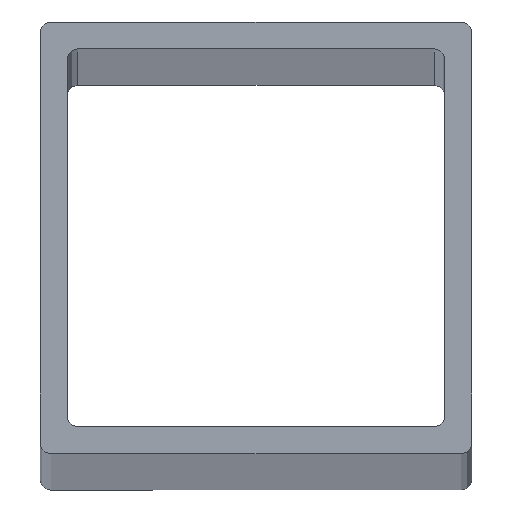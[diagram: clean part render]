
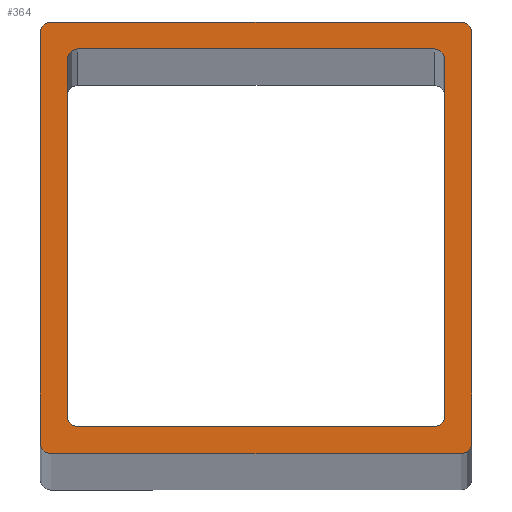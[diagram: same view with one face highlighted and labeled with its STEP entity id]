
A CAD part, top view. The second image highlights one B-rep face of the part: STEP entity #364.
In plain terms, the highlighted planar face has unit normal (0, 0, 1).
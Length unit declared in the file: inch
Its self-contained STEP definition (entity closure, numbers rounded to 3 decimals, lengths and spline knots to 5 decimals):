
#2 = CARTESIAN_POINT ( 'NONE',  ( -0.4375, 0.4125, 48. ) ) ;
#4 = DIRECTION ( 'NONE',  ( -1., 0., 0. ) ) ;
#5 = ORIENTED_EDGE ( 'NONE', *, *, #357, .F. ) ;
#6 = VERTEX_POINT ( 'NONE', #299 ) ;
#10 = ORIENTED_EDGE ( 'NONE', *, *, #399, .T. ) ;
#17 = ORIENTED_EDGE ( 'NONE', *, *, #447, .T. ) ;
#18 = CARTESIAN_POINT ( 'NONE',  ( -0.4125, -0.4375, 48. ) ) ;
#22 = AXIS2_PLACEMENT_3D ( 'NONE', #328, #468, #183 ) ;
#26 = EDGE_CURVE ( 'NONE', #212, #53, #494, .T. ) ;
#28 = LINE ( 'NONE', #588, #207 ) ;
#30 = EDGE_CURVE ( 'NONE', #138, #509, #339, .T. ) ;
#52 = CARTESIAN_POINT ( 'NONE',  ( 0.4125, 0.4125, 48. ) ) ;
#53 = VERTEX_POINT ( 'NONE', #99 ) ;
#54 = AXIS2_PLACEMENT_3D ( 'NONE', #52, #56, #482 ) ;
#56 = DIRECTION ( 'NONE',  ( 0., 0., 1. ) ) ;
#58 = VERTEX_POINT ( 'NONE', #547 ) ;
#60 = CARTESIAN_POINT ( 'NONE',  ( 0.4375, 0.4125, 48. ) ) ;
#68 = DIRECTION ( 'NONE',  ( -1., 0., 0. ) ) ;
#79 = CARTESIAN_POINT ( 'NONE',  ( 0.475, 0.5, 48. ) ) ;
#81 = DIRECTION ( 'NONE',  ( 0., 0., 1. ) ) ;
#92 = DIRECTION ( 'NONE',  ( 0., 0., 1. ) ) ;
#99 = CARTESIAN_POINT ( 'NONE',  ( -0.4375, -0.4125, 48. ) ) ;
#100 = CIRCLE ( 'NONE', #173, 0.025 ) ;
#103 = EDGE_CURVE ( 'NONE', #160, #234, #246, .T. ) ;
#106 = CARTESIAN_POINT ( 'NONE',  ( 0.4125, 0.4375, 48. ) ) ;
#109 = CIRCLE ( 'NONE', #333, 0.025 ) ;
#112 = CARTESIAN_POINT ( 'NONE',  ( -0.5, 0.475, 48. ) ) ;
#118 = CIRCLE ( 'NONE', #137, 0.025 ) ;
#123 = VERTEX_POINT ( 'NONE', #112 ) ;
#128 = DIRECTION ( 'NONE',  ( -1., 0., 0. ) ) ;
#129 = DIRECTION ( 'NONE',  ( 1., 0., 0. ) ) ;
#132 = DIRECTION ( 'NONE',  ( 0., 0., 1. ) ) ;
#137 = AXIS2_PLACEMENT_3D ( 'NONE', #529, #276, #129 ) ;
#138 = VERTEX_POINT ( 'NONE', #562 ) ;
#142 = DIRECTION ( 'NONE',  ( 1., 0., 0. ) ) ;
#145 = VECTOR ( 'NONE', #491, 39.37008 ) ;
#153 = DIRECTION ( 'NONE',  ( 0., -1., 0. ) ) ;
#160 = VERTEX_POINT ( 'NONE', #267 ) ;
#168 = CIRCLE ( 'NONE', #54, 0.025 ) ;
#169 = ORIENTED_EDGE ( 'NONE', *, *, #271, .F. ) ;
#173 = AXIS2_PLACEMENT_3D ( 'NONE', #427, #132, #473 ) ;
#177 = CARTESIAN_POINT ( 'NONE',  ( 0.4125, -0.4125, 48. ) ) ;
#182 = VECTOR ( 'NONE', #4, 39.37008 ) ;
#183 = DIRECTION ( 'NONE',  ( -1., 0., 0. ) ) ;
#185 = VERTEX_POINT ( 'NONE', #214 ) ;
#191 = ORIENTED_EDGE ( 'NONE', *, *, #434, .F. ) ;
#193 = EDGE_CURVE ( 'NONE', #329, #123, #118, .T. ) ;
#207 = VECTOR ( 'NONE', #395, 39.37008 ) ;
#209 = DIRECTION ( 'NONE',  ( 1., 0., 0. ) ) ;
#212 = VERTEX_POINT ( 'NONE', #2 ) ;
#214 = CARTESIAN_POINT ( 'NONE',  ( 0.5, 0.475, 48. ) ) ;
#221 = VECTOR ( 'NONE', #209, 39.37008 ) ;
#222 = LINE ( 'NONE', #79, #182 ) ;
#227 = EDGE_CURVE ( 'NONE', #609, #160, #239, .T. ) ;
#229 = CIRCLE ( 'NONE', #452, 0.025 ) ;
#234 = VERTEX_POINT ( 'NONE', #580 ) ;
#235 = DIRECTION ( 'NONE',  ( 1., 0., 0. ) ) ;
#236 = VERTEX_POINT ( 'NONE', #526 ) ;
#239 = CIRCLE ( 'NONE', #22, 0.025 ) ;
#240 = FACE_OUTER_BOUND ( 'NONE', #366, .T. ) ;
#241 = DIRECTION ( 'NONE',  ( 1., 0., 0. ) ) ;
#242 = ORIENTED_EDGE ( 'NONE', *, *, #486, .F. ) ;
#246 = LINE ( 'NONE', #260, #221 ) ;
#250 = CARTESIAN_POINT ( 'NONE',  ( -0.5, -0.475, 48. ) ) ;
#251 = CARTESIAN_POINT ( 'NONE',  ( 0.4375, -0.4125, 48. ) ) ;
#259 = EDGE_LOOP ( 'NONE', ( #626, #390, #5, #358, #169, #191, #242, #423 ) ) ;
#260 = CARTESIAN_POINT ( 'NONE',  ( 0.475, -0.5, 48. ) ) ;
#267 = CARTESIAN_POINT ( 'NONE',  ( -0.475, -0.5, 48. ) ) ;
#269 = AXIS2_PLACEMENT_3D ( 'NONE', #534, #92, #235 ) ;
#271 = EDGE_CURVE ( 'NONE', #561, #138, #229, .T. ) ;
#274 = CARTESIAN_POINT ( 'NONE',  ( -0.475, 0.5, 48. ) ) ;
#276 = DIRECTION ( 'NONE',  ( 0., 0., 1. ) ) ;
#277 = VECTOR ( 'NONE', #153, 39.37008 ) ;
#280 = ORIENTED_EDGE ( 'NONE', *, *, #103, .T. ) ;
#284 = EDGE_CURVE ( 'NONE', #236, #212, #100, .T. ) ;
#296 = CARTESIAN_POINT ( 'NONE',  ( 0.5, -0.475, 48. ) ) ;
#299 = CARTESIAN_POINT ( 'NONE',  ( 0.475, 0.5, 48. ) ) ;
#303 = DIRECTION ( 'NONE',  ( 0., 0., 1. ) ) ;
#319 = EDGE_CURVE ( 'NONE', #6, #329, #222, .T. ) ;
#328 = CARTESIAN_POINT ( 'NONE',  ( -0.475, -0.475, 48. ) ) ;
#329 = VERTEX_POINT ( 'NONE', #274 ) ;
#333 = AXIS2_PLACEMENT_3D ( 'NONE', #477, #584, #241 ) ;
#335 = ORIENTED_EDGE ( 'NONE', *, *, #193, .T. ) ;
#339 = LINE ( 'NONE', #251, #512 ) ;
#340 = LINE ( 'NONE', #558, #426 ) ;
#357 = EDGE_CURVE ( 'NONE', #509, #525, #168, .T. ) ;
#358 = ORIENTED_EDGE ( 'NONE', *, *, #30, .F. ) ;
#364 = ADVANCED_FACE ( 'NONE', ( #438, #240 ), #542, .T. ) ;
#366 = EDGE_LOOP ( 'NONE', ( #522, #17, #10, #598, #335, #369, #590, #280 ) ) ;
#369 = ORIENTED_EDGE ( 'NONE', *, *, #574, .T. ) ;
#386 = DIRECTION ( 'NONE',  ( 0., 0., 1. ) ) ;
#388 = CIRCLE ( 'NONE', #269, 0.025 ) ;
#390 = ORIENTED_EDGE ( 'NONE', *, *, #615, .F. ) ;
#393 = EDGE_CURVE ( 'NONE', #234, #58, #388, .T. ) ;
#395 = DIRECTION ( 'NONE',  ( 1., 0., 0. ) ) ;
#399 = EDGE_CURVE ( 'NONE', #185, #6, #109, .T. ) ;
#405 = CARTESIAN_POINT ( 'NONE',  ( -0.5, -0.475, 48. ) ) ;
#411 = VECTOR ( 'NONE', #493, 39.37008 ) ;
#423 = ORIENTED_EDGE ( 'NONE', *, *, #26, .F. ) ;
#426 = VECTOR ( 'NONE', #68, 39.37008 ) ;
#427 = CARTESIAN_POINT ( 'NONE',  ( -0.4125, 0.4125, 48. ) ) ;
#431 = AXIS2_PLACEMENT_3D ( 'NONE', #596, #303, #552 ) ;
#434 = EDGE_CURVE ( 'NONE', #543, #561, #28, .T. ) ;
#438 = FACE_BOUND ( 'NONE', #259, .T. ) ;
#447 = EDGE_CURVE ( 'NONE', #58, #185, #469, .T. ) ;
#448 = DIRECTION ( 'NONE',  ( 0., 1., 0. ) ) ;
#452 = AXIS2_PLACEMENT_3D ( 'NONE', #177, #81, #128 ) ;
#468 = DIRECTION ( 'NONE',  ( 0., 0., 1. ) ) ;
#469 = LINE ( 'NONE', #296, #145 ) ;
#473 = DIRECTION ( 'NONE',  ( -1., 0., 0. ) ) ;
#477 = CARTESIAN_POINT ( 'NONE',  ( 0.475, 0.475, 48. ) ) ;
#482 = DIRECTION ( 'NONE',  ( -1., 0., 0. ) ) ;
#484 = CARTESIAN_POINT ( 'NONE',  ( 0.475, -0.475, 48. ) ) ;
#486 = EDGE_CURVE ( 'NONE', #53, #543, #528, .T. ) ;
#491 = DIRECTION ( 'NONE',  ( 0., 1., 0. ) ) ;
#493 = DIRECTION ( 'NONE',  ( 0., -1., 0. ) ) ;
#494 = LINE ( 'NONE', #551, #277 ) ;
#509 = VERTEX_POINT ( 'NONE', #60 ) ;
#512 = VECTOR ( 'NONE', #448, 39.37008 ) ;
#522 = ORIENTED_EDGE ( 'NONE', *, *, #393, .T. ) ;
#525 = VERTEX_POINT ( 'NONE', #106 ) ;
#526 = CARTESIAN_POINT ( 'NONE',  ( -0.4125, 0.4375, 48. ) ) ;
#528 = CIRCLE ( 'NONE', #431, 0.025 ) ;
#529 = CARTESIAN_POINT ( 'NONE',  ( -0.475, 0.475, 48. ) ) ;
#534 = CARTESIAN_POINT ( 'NONE',  ( 0.475, -0.475, 48. ) ) ;
#542 = PLANE ( 'NONE',  #621 ) ;
#543 = VERTEX_POINT ( 'NONE', #18 ) ;
#545 = LINE ( 'NONE', #405, #411 ) ;
#547 = CARTESIAN_POINT ( 'NONE',  ( 0.5, -0.475, 48. ) ) ;
#551 = CARTESIAN_POINT ( 'NONE',  ( -0.4375, -0.4125, 48. ) ) ;
#552 = DIRECTION ( 'NONE',  ( 1., 0., 0. ) ) ;
#558 = CARTESIAN_POINT ( 'NONE',  ( 0.4125, 0.4375, 48. ) ) ;
#561 = VERTEX_POINT ( 'NONE', #601 ) ;
#562 = CARTESIAN_POINT ( 'NONE',  ( 0.4375, -0.4125, 48. ) ) ;
#574 = EDGE_CURVE ( 'NONE', #123, #609, #545, .T. ) ;
#580 = CARTESIAN_POINT ( 'NONE',  ( 0.475, -0.5, 48. ) ) ;
#584 = DIRECTION ( 'NONE',  ( 0., 0., 1. ) ) ;
#588 = CARTESIAN_POINT ( 'NONE',  ( 0.4125, -0.4375, 48. ) ) ;
#590 = ORIENTED_EDGE ( 'NONE', *, *, #227, .T. ) ;
#596 = CARTESIAN_POINT ( 'NONE',  ( -0.4125, -0.4125, 48. ) ) ;
#598 = ORIENTED_EDGE ( 'NONE', *, *, #319, .T. ) ;
#601 = CARTESIAN_POINT ( 'NONE',  ( 0.4125, -0.4375, 48. ) ) ;
#609 = VERTEX_POINT ( 'NONE', #250 ) ;
#615 = EDGE_CURVE ( 'NONE', #525, #236, #340, .T. ) ;
#621 = AXIS2_PLACEMENT_3D ( 'NONE', #484, #386, #142 ) ;
#626 = ORIENTED_EDGE ( 'NONE', *, *, #284, .F. ) ;
